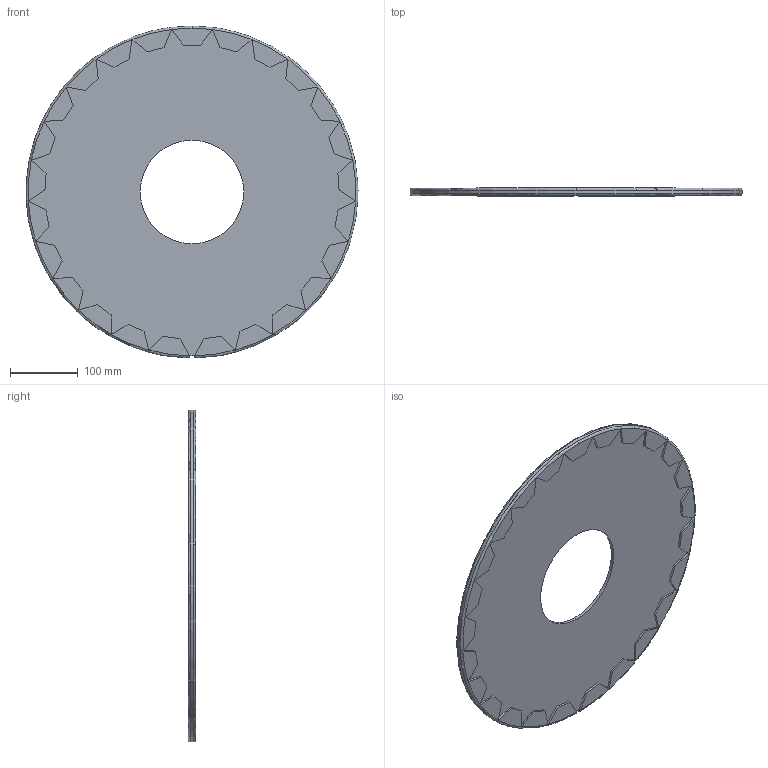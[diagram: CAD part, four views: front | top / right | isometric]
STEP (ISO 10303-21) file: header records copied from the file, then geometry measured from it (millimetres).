
FILE_DESCRIPTION (( 'STEP AP214' ), '1' );
FILE_NAME ('GE-19150.step', '2018-12-26T14:17:51', ( '' ), ( '' ), 'SwSTEP 2.0', 'SolidWorks 2018', '' );
FILE_SCHEMA (( 'AUTOMOTIVE_DESIGN' ));
Length unit declared in the file: inch
Products named in the file (4): GE-19152; GE-19150; GE-19153; GE-19151
Assembly tree (3 placements, depth 3):
  GE-19150
    GE-19152
      GE-19151
    GE-19153
Bounding box: 488.94 x 11.11 x 488.92 mm (x, y, z)
Volume: 1000334.8 mm3; surface area: 488271.4 mm2
Topology: 2 solids, 2 shells, 168 faces, 486 edges, 322 vertices
Faces by surface type: plane 158, cylinder 6, torus 4
Entity records: 5640 total; most frequent: CARTESIAN_POINT 1051, ORIENTED_EDGE 972, DIRECTION 854, EDGE_CURVE 486, LINE 460, VECTOR 460, VERTEX_POINT 322, AXIS2_PLACEMENT_3D 197
